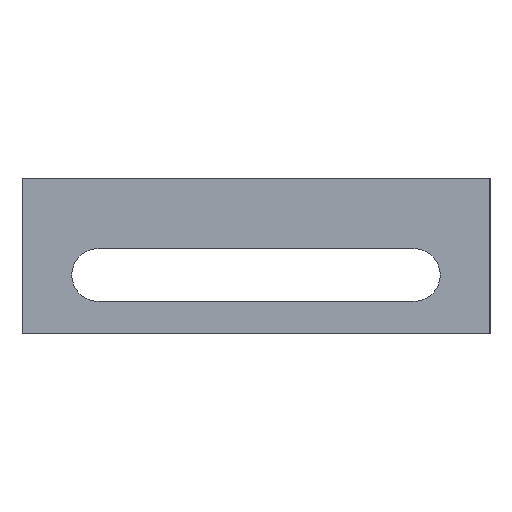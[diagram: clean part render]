
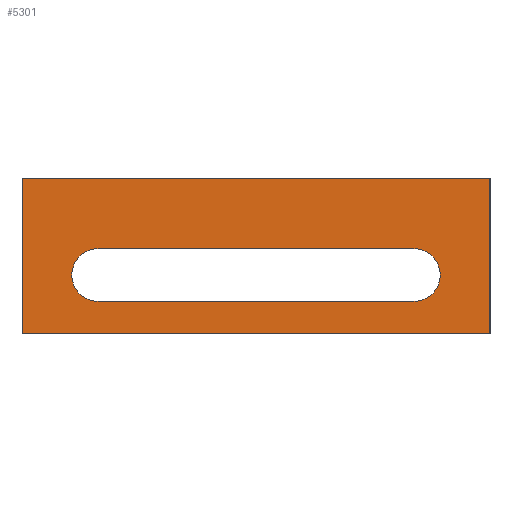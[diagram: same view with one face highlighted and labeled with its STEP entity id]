
A CAD part, left-side view. The second image highlights one B-rep face of the part: STEP entity #5301.
In plain terms, the highlighted planar face has unit normal (-1, 0, 0).
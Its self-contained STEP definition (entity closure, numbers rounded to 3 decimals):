
#20 = VERTEX_POINT ( 'NONE', #4753 ) ;
#32 = VERTEX_POINT ( 'NONE', #5385 ) ;
#168 = DIRECTION ( 'NONE',  ( 0., -1., 0. ) ) ;
#240 = CIRCLE ( 'NONE', #4129, 4.5 ) ;
#352 = DIRECTION ( 'NONE',  ( 0., 0., 1. ) ) ;
#365 = VERTEX_POINT ( 'NONE', #4237 ) ;
#370 = EDGE_CURVE ( 'NONE', #5121, #3695, #240, .T. ) ;
#635 = VERTEX_POINT ( 'NONE', #1944 ) ;
#645 = CIRCLE ( 'NONE', #6642, 4.5 ) ;
#654 = AXIS2_PLACEMENT_3D ( 'NONE', #6557, #4514, #3486 ) ;
#676 = EDGE_CURVE ( 'NONE', #3695, #635, #6669, .T. ) ;
#695 = LINE ( 'NONE', #5914, #5234 ) ;
#753 = FACE_OUTER_BOUND ( 'NONE', #5348, .T. ) ;
#772 = ORIENTED_EDGE ( 'NONE', *, *, #4338, .T. ) ;
#1304 = EDGE_CURVE ( 'NONE', #2637, #20, #2332, .T. ) ;
#1517 = CARTESIAN_POINT ( 'NONE',  ( -270.75, -27., -12. ) ) ;
#1538 = DIRECTION ( 'NONE',  ( 0., -1., 0. ) ) ;
#1782 = DIRECTION ( 'NONE',  ( 1., 0., 0. ) ) ;
#1801 = ORIENTED_EDGE ( 'NONE', *, *, #3018, .F. ) ;
#1807 = DIRECTION ( 'NONE',  ( 0., -1., 0. ) ) ;
#1849 = DIRECTION ( 'NONE',  ( 0., 0., 1. ) ) ;
#1864 = FACE_BOUND ( 'NONE', #2569, .T. ) ;
#1918 = VECTOR ( 'NONE', #3529, 1000. ) ;
#1944 = CARTESIAN_POINT ( 'NONE',  ( -270.75, 27., -21. ) ) ;
#2312 = PLANE ( 'NONE',  #654 ) ;
#2325 = CARTESIAN_POINT ( 'NONE',  ( -270.75, 40., 0. ) ) ;
#2332 = LINE ( 'NONE', #4430, #4704 ) ;
#2569 = EDGE_LOOP ( 'NONE', ( #4699, #772, #4419, #4750 ) ) ;
#2570 = VERTEX_POINT ( 'NONE', #6448 ) ;
#2637 = VERTEX_POINT ( 'NONE', #5971 ) ;
#2707 = DIRECTION ( 'NONE',  ( 0., 0., -1. ) ) ;
#2882 = ORIENTED_EDGE ( 'NONE', *, *, #6541, .T. ) ;
#2939 = VECTOR ( 'NONE', #1807, 1000. ) ;
#3003 = LINE ( 'NONE', #5135, #6513 ) ;
#3018 = EDGE_CURVE ( 'NONE', #20, #365, #5015, .T. ) ;
#3284 = ORIENTED_EDGE ( 'NONE', *, *, #1304, .F. ) ;
#3486 = DIRECTION ( 'NONE',  ( 0., 0., 1. ) ) ;
#3529 = DIRECTION ( 'NONE',  ( 0., 1., 0. ) ) ;
#3695 = VERTEX_POINT ( 'NONE', #5244 ) ;
#3759 = CARTESIAN_POINT ( 'NONE',  ( -270.75, 27., -12. ) ) ;
#4038 = EDGE_CURVE ( 'NONE', #32, #365, #3003, .T. ) ;
#4129 = AXIS2_PLACEMENT_3D ( 'NONE', #4351, #6464, #2707 ) ;
#4237 = CARTESIAN_POINT ( 'NONE',  ( -270.75, -40., 0. ) ) ;
#4285 = EDGE_CURVE ( 'NONE', #635, #2570, #645, .T. ) ;
#4338 = EDGE_CURVE ( 'NONE', #2570, #5121, #6860, .T. ) ;
#4351 = CARTESIAN_POINT ( 'NONE',  ( -270.75, -27., -16.5 ) ) ;
#4419 = ORIENTED_EDGE ( 'NONE', *, *, #370, .T. ) ;
#4430 = CARTESIAN_POINT ( 'NONE',  ( -270.75, 40., -26.5 ) ) ;
#4514 = DIRECTION ( 'NONE',  ( -1., 0., 0. ) ) ;
#4699 = ORIENTED_EDGE ( 'NONE', *, *, #4285, .T. ) ;
#4704 = VECTOR ( 'NONE', #1849, 1000. ) ;
#4750 = ORIENTED_EDGE ( 'NONE', *, *, #676, .T. ) ;
#4753 = CARTESIAN_POINT ( 'NONE',  ( -270.75, 40., 0. ) ) ;
#4759 = VECTOR ( 'NONE', #1538, 1000. ) ;
#5015 = LINE ( 'NONE', #2325, #2939 ) ;
#5121 = VERTEX_POINT ( 'NONE', #1517 ) ;
#5135 = CARTESIAN_POINT ( 'NONE',  ( -270.75, -40., -26.5 ) ) ;
#5234 = VECTOR ( 'NONE', #168, 1000. ) ;
#5244 = CARTESIAN_POINT ( 'NONE',  ( -270.75, -27., -21. ) ) ;
#5301 = ADVANCED_FACE ( 'NONE', ( #1864, #753 ), #2312, .T. ) ;
#5348 = EDGE_LOOP ( 'NONE', ( #1801, #3284, #2882, #6169 ) ) ;
#5385 = CARTESIAN_POINT ( 'NONE',  ( -270.75, -40., -26.5 ) ) ;
#5510 = DIRECTION ( 'NONE',  ( 0., 0., -1. ) ) ;
#5914 = CARTESIAN_POINT ( 'NONE',  ( -270.75, 40., -26.5 ) ) ;
#5971 = CARTESIAN_POINT ( 'NONE',  ( -270.75, 40., -26.5 ) ) ;
#6169 = ORIENTED_EDGE ( 'NONE', *, *, #4038, .T. ) ;
#6181 = CARTESIAN_POINT ( 'NONE',  ( -270.75, 27., -21. ) ) ;
#6448 = CARTESIAN_POINT ( 'NONE',  ( -270.75, 27., -12. ) ) ;
#6464 = DIRECTION ( 'NONE',  ( 1., 0., 0. ) ) ;
#6513 = VECTOR ( 'NONE', #352, 1000. ) ;
#6541 = EDGE_CURVE ( 'NONE', #2637, #32, #695, .T. ) ;
#6545 = CARTESIAN_POINT ( 'NONE',  ( -270.75, 27., -16.5 ) ) ;
#6557 = CARTESIAN_POINT ( 'NONE',  ( -270.75, 40., -26.5 ) ) ;
#6642 = AXIS2_PLACEMENT_3D ( 'NONE', #6545, #1782, #5510 ) ;
#6669 = LINE ( 'NONE', #6181, #1918 ) ;
#6860 = LINE ( 'NONE', #3759, #4759 ) ;
